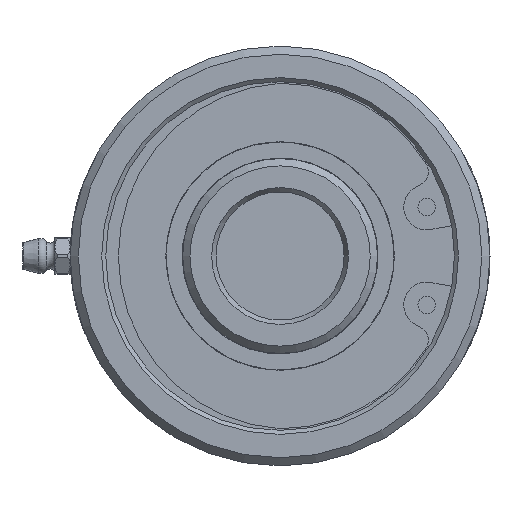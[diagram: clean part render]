
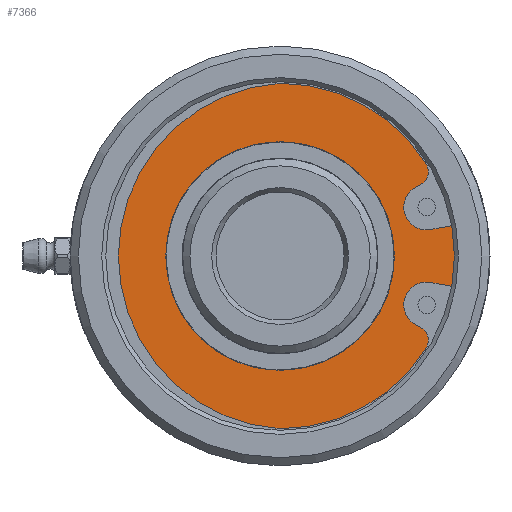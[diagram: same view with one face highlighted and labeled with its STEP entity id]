
A CAD part, left-side view. The second image highlights one B-rep face of the part: STEP entity #7366.
In plain terms, the highlighted planar face has unit normal (-1, 0, 0).
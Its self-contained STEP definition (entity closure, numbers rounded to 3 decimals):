
#341=PLANE('',#7998);
#457=FACE_BOUND('',#1340,.T.);
#900=FACE_OUTER_BOUND('',#1339,.T.);
#1339=EDGE_LOOP('',(#5429,#5430,#5431,#5432,#5433,#5434,#5435,#5436,#5437,
#5438));
#1340=EDGE_LOOP('',(#5439,#5440));
#1846=CIRCLE('',#7956,22.325);
#1847=CIRCLE('',#7957,22.325);
#1851=CIRCLE('',#7964,4.474);
#1857=CIRCLE('',#7975,33.733);
#1859=CIRCLE('',#7978,2.949);
#1861=CIRCLE('',#7981,4.474);
#1863=CIRCLE('',#7984,2.949);
#1865=CIRCLE('',#7987,33.733);
#1867=CIRCLE('',#7990,33.806);
#1869=CIRCLE('',#7994,36.9);
#2135=LINE('',#11604,#2540);
#2139=LINE('',#11614,#2544);
#2540=VECTOR('',#8914,10.);
#2544=VECTOR('',#8920,10.);
#3142=VERTEX_POINT('',#11575);
#3143=VERTEX_POINT('',#11576);
#3148=VERTEX_POINT('',#11592);
#3149=VERTEX_POINT('',#11594);
#3152=VERTEX_POINT('',#11602);
#3156=VERTEX_POINT('',#11611);
#3157=VERTEX_POINT('',#11613);
#3164=VERTEX_POINT('',#11632);
#3165=VERTEX_POINT('',#11634);
#3167=VERTEX_POINT('',#11643);
#3169=VERTEX_POINT('',#11649);
#3171=VERTEX_POINT('',#11655);
#3983=EDGE_CURVE('',#3142,#3143,#1846,.T.);
#3984=EDGE_CURVE('',#3143,#3142,#1847,.T.);
#3992=EDGE_CURVE('',#3149,#3148,#1851,.T.);
#3997=EDGE_CURVE('',#3148,#3152,#2135,.T.);
#4001=EDGE_CURVE('',#3157,#3156,#2139,.T.);
#4011=EDGE_CURVE('',#3165,#3164,#1857,.T.);
#4014=EDGE_CURVE('',#3164,#3149,#1859,.T.);
#4017=EDGE_CURVE('',#3156,#3167,#1861,.T.);
#4020=EDGE_CURVE('',#3167,#3169,#1863,.T.);
#4023=EDGE_CURVE('',#3169,#3171,#1865,.T.);
#4025=EDGE_CURVE('',#3171,#3165,#1867,.T.);
#4027=EDGE_CURVE('',#3157,#3152,#1869,.T.);
#5429=ORIENTED_EDGE('',*,*,#4001,.T.);
#5430=ORIENTED_EDGE('',*,*,#4017,.T.);
#5431=ORIENTED_EDGE('',*,*,#4020,.T.);
#5432=ORIENTED_EDGE('',*,*,#4023,.T.);
#5433=ORIENTED_EDGE('',*,*,#4025,.T.);
#5434=ORIENTED_EDGE('',*,*,#4011,.T.);
#5435=ORIENTED_EDGE('',*,*,#4014,.T.);
#5436=ORIENTED_EDGE('',*,*,#3992,.T.);
#5437=ORIENTED_EDGE('',*,*,#3997,.T.);
#5438=ORIENTED_EDGE('',*,*,#4027,.F.);
#5439=ORIENTED_EDGE('',*,*,#3983,.T.);
#5440=ORIENTED_EDGE('',*,*,#3984,.T.);
#7366=ADVANCED_FACE('',(#900,#457),#341,.T.);
#7956=AXIS2_PLACEMENT_3D('',#11577,#8886,#8887);
#7957=AXIS2_PLACEMENT_3D('',#11578,#8888,#8889);
#7964=AXIS2_PLACEMENT_3D('',#11595,#8906,#8907);
#7975=AXIS2_PLACEMENT_3D('',#11635,#8941,#8942);
#7978=AXIS2_PLACEMENT_3D('',#11639,#8948,#8949);
#7981=AXIS2_PLACEMENT_3D('',#11645,#8955,#8956);
#7984=AXIS2_PLACEMENT_3D('',#11651,#8962,#8963);
#7987=AXIS2_PLACEMENT_3D('',#11657,#8969,#8970);
#7990=AXIS2_PLACEMENT_3D('',#11660,#8975,#8976);
#7994=AXIS2_PLACEMENT_3D('',#11664,#8983,#8984);
#7998=AXIS2_PLACEMENT_3D('',#11669,#8991,#8992);
#8886=DIRECTION('center_axis',(1.,0.,0.));
#8887=DIRECTION('ref_axis',(0.,-1.,0.));
#8888=DIRECTION('center_axis',(1.,0.,0.));
#8889=DIRECTION('ref_axis',(0.,-1.,0.));
#8906=DIRECTION('center_axis',(1.,0.,0.));
#8907=DIRECTION('ref_axis',(0.,0.355,-0.935));
#8914=DIRECTION('',(0.,-0.985,-0.174));
#8920=DIRECTION('',(0.,0.985,-0.174));
#8941=DIRECTION('center_axis',(-1.,0.,0.));
#8942=DIRECTION('ref_axis',(0.,0.849,0.528));
#8948=DIRECTION('center_axis',(-1.,0.,0.));
#8949=DIRECTION('ref_axis',(0.,0.355,-0.935));
#8955=DIRECTION('center_axis',(1.,0.,0.));
#8956=DIRECTION('ref_axis',(0.,-0.046,-0.999));
#8962=DIRECTION('center_axis',(-1.,0.,0.));
#8963=DIRECTION('ref_axis',(0.,0.893,-0.451));
#8969=DIRECTION('center_axis',(-1.,0.,0.));
#8970=DIRECTION('ref_axis',(0.,0.,-1.));
#8975=DIRECTION('center_axis',(-1.,0.,0.));
#8976=DIRECTION('ref_axis',(0.,-0.066,0.998));
#8983=DIRECTION('center_axis',(1.,0.,0.));
#8984=DIRECTION('ref_axis',(0.,1.,0.));
#8991=DIRECTION('center_axis',(-1.,0.,0.));
#8992=DIRECTION('ref_axis',(0.,0.,1.));
#11575=CARTESIAN_POINT('',(5.66,-22.325,0.));
#11576=CARTESIAN_POINT('',(5.66,22.325,0.));
#11577=CARTESIAN_POINT('Origin',(5.66,0.,0.));
#11578=CARTESIAN_POINT('Origin',(5.66,0.,0.));
#11592=CARTESIAN_POINT('',(5.66,-28.843,-5.086));
#11594=CARTESIAN_POINT('',(5.66,-27.053,-13.738));
#11595=CARTESIAN_POINT('Origin',(5.66,-28.639,-9.555));
#11602=CARTESIAN_POINT('',(5.66,-36.339,-6.408));
#11604=CARTESIAN_POINT('',(5.66,-4.374,-0.771));
#11611=CARTESIAN_POINT('',(5.66,-28.843,5.086));
#11613=CARTESIAN_POINT('',(5.66,-36.339,6.408));
#11614=CARTESIAN_POINT('',(5.66,-0.625,0.11));
#11632=CARTESIAN_POINT('',(5.66,-28.639,-17.825));
#11634=CARTESIAN_POINT('',(5.66,0.,-33.733));
#11635=CARTESIAN_POINT('Origin',(5.66,0.,0.));
#11639=CARTESIAN_POINT('Origin',(5.66,-26.007,-16.495));
#11643=CARTESIAN_POINT('',(5.66,-27.053,13.738));
#11645=CARTESIAN_POINT('Origin',(5.66,-28.639,9.555));
#11649=CARTESIAN_POINT('',(5.66,-28.639,17.825));
#11651=CARTESIAN_POINT('Origin',(5.66,-26.007,16.495));
#11655=CARTESIAN_POINT('',(5.66,0.,33.733));
#11657=CARTESIAN_POINT('Origin',(5.66,0.,0.));
#11660=CARTESIAN_POINT('Origin',(5.66,-2.225,0.));
#11664=CARTESIAN_POINT('Origin',(5.66,0.,0.));
#11669=CARTESIAN_POINT('Origin',(5.66,28.45,0.));
